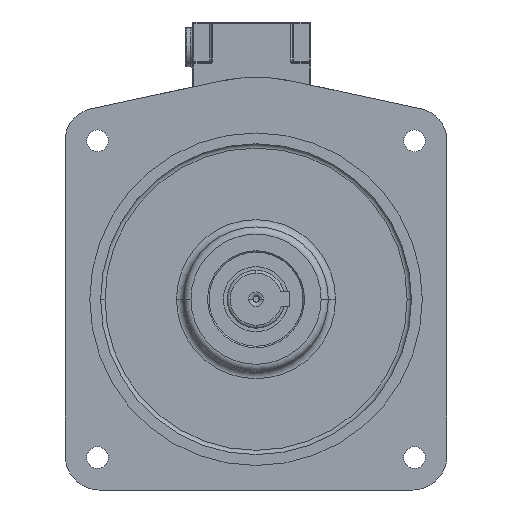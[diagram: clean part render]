
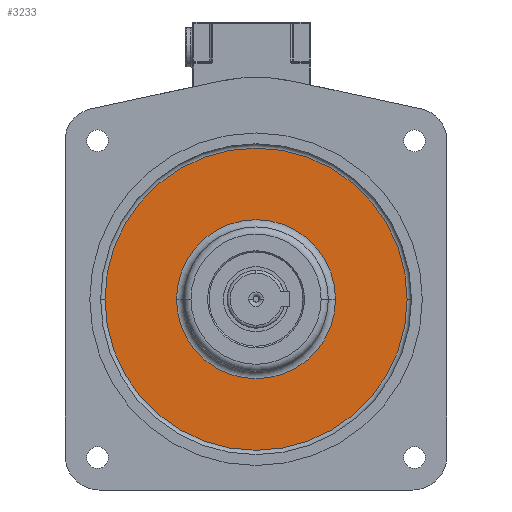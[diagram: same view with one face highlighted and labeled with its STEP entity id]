
A CAD part, left-side view. The second image highlights one B-rep face of the part: STEP entity #3233.
In plain terms, the highlighted planar face has unit normal (-1, 0, 0).
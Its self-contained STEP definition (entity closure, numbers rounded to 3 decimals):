
#1377 = VERTEX_POINT ( 'NONE', #25521 ) ;
#1630 = DIRECTION ( 'NONE',  ( -1., 0., 0. ) ) ;
#2112 = DIRECTION ( 'NONE',  ( 1., 0., 0. ) ) ;
#2511 = CIRCLE ( 'NONE', #12375, 104.5 ) ;
#2581 = VERTEX_POINT ( 'NONE', #22462 ) ;
#3104 = DIRECTION ( 'NONE',  ( 1., 0., 0. ) ) ;
#3233 = ADVANCED_FACE ( 'NONE', ( #8082, #37588 ), #25625, .F. ) ;
#4464 = ORIENTED_EDGE ( 'NONE', *, *, #23671, .F. ) ;
#8082 = FACE_BOUND ( 'NONE', #26330, .T. ) ;
#9115 = CARTESIAN_POINT ( 'NONE',  ( 0., -55., -36.04 ) ) ;
#9733 = CARTESIAN_POINT ( 'NONE',  ( 0., 0., -36.04 ) ) ;
#10645 = CIRCLE ( 'NONE', #15578, 55. ) ;
#10805 = VERTEX_POINT ( 'NONE', #29721 ) ;
#11173 = DIRECTION ( 'NONE',  ( 0., 1., 0. ) ) ;
#11608 = EDGE_CURVE ( 'NONE', #36389, #1377, #10645, .T. ) ;
#12375 = AXIS2_PLACEMENT_3D ( 'NONE', #29514, #3104, #14882 ) ;
#14882 = DIRECTION ( 'NONE',  ( 0., -1., 0. ) ) ;
#15578 = AXIS2_PLACEMENT_3D ( 'NONE', #9733, #1630, #22286 ) ;
#16621 = AXIS2_PLACEMENT_3D ( 'NONE', #31804, #2112, #11173 ) ;
#17511 = CIRCLE ( 'NONE', #29198, 104.5 ) ;
#18126 = EDGE_LOOP ( 'NONE', ( #4464, #30865 ) ) ;
#18998 = EDGE_CURVE ( 'NONE', #1377, #36389, #26509, .T. ) ;
#19221 = DIRECTION ( 'NONE',  ( -1., 0., 0. ) ) ;
#21002 = AXIS2_PLACEMENT_3D ( 'NONE', #22110, #19221, #30968 ) ;
#21046 = ORIENTED_EDGE ( 'NONE', *, *, #11608, .F. ) ;
#22110 = CARTESIAN_POINT ( 'NONE',  ( 0., 0., -36.04 ) ) ;
#22286 = DIRECTION ( 'NONE',  ( 0., -1., 0. ) ) ;
#22462 = CARTESIAN_POINT ( 'NONE',  ( 0., -104.5, -36.04 ) ) ;
#23671 = EDGE_CURVE ( 'NONE', #2581, #10805, #2511, .T. ) ;
#24977 = DIRECTION ( 'NONE',  ( 1., 0., 0. ) ) ;
#25521 = CARTESIAN_POINT ( 'NONE',  ( 0., 55., -36.04 ) ) ;
#25625 = PLANE ( 'NONE',  #16621 ) ;
#26330 = EDGE_LOOP ( 'NONE', ( #36484, #21046 ) ) ;
#26509 = CIRCLE ( 'NONE', #21002, 55. ) ;
#27058 = EDGE_CURVE ( 'NONE', #10805, #2581, #17511, .T. ) ;
#29198 = AXIS2_PLACEMENT_3D ( 'NONE', #33672, #24977, #30763 ) ;
#29514 = CARTESIAN_POINT ( 'NONE',  ( 0., 0., -36.04 ) ) ;
#29721 = CARTESIAN_POINT ( 'NONE',  ( 0., 104.5, -36.04 ) ) ;
#30763 = DIRECTION ( 'NONE',  ( 0., 1., 0. ) ) ;
#30865 = ORIENTED_EDGE ( 'NONE', *, *, #27058, .F. ) ;
#30968 = DIRECTION ( 'NONE',  ( 0., 1., 0. ) ) ;
#31804 = CARTESIAN_POINT ( 'NONE',  ( 0., 0., 0. ) ) ;
#33672 = CARTESIAN_POINT ( 'NONE',  ( 0., 0., -36.04 ) ) ;
#36389 = VERTEX_POINT ( 'NONE', #9115 ) ;
#36484 = ORIENTED_EDGE ( 'NONE', *, *, #18998, .F. ) ;
#37588 = FACE_OUTER_BOUND ( 'NONE', #18126, .T. ) ;
